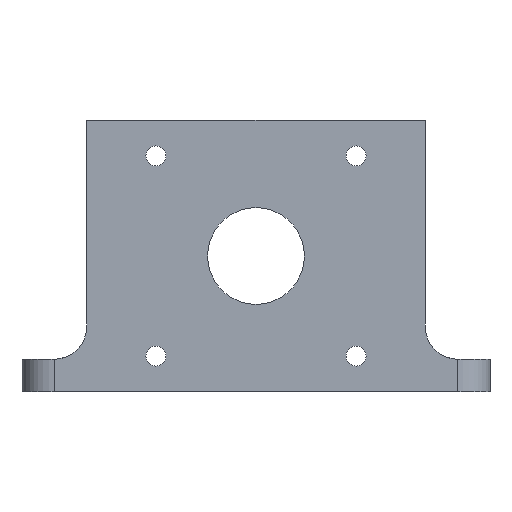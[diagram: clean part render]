
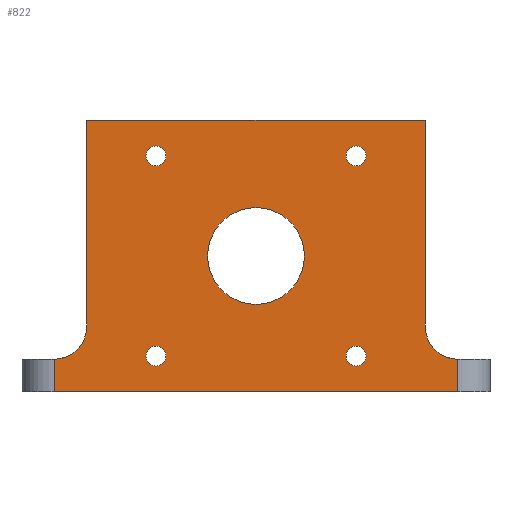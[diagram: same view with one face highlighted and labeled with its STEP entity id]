
A CAD part, left-side view. The second image highlights one B-rep face of the part: STEP entity #822.
In plain terms, the highlighted planar face has unit normal (-1, 0, 0).
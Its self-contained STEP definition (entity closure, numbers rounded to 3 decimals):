
#178=CARTESIAN_POINT('',(-1.0,26.25,10.0));
#179=VERTEX_POINT('',#178);
#186=CARTESIAN_POINT('',(-1.0,26.25,42.0));
#187=VERTEX_POINT('',#186);
#188=CARTESIAN_POINT('',(-1.0,26.25,42.0));
#189=DIRECTION('',(0.0,0.0,-1.0));
#190=VECTOR('',#189,32.0);
#191=LINE('',#188,#190);
#192=EDGE_CURVE('',#187,#179,#191,.T.);
#668=CARTESIAN_POINT('',(-1.,-31.25,5.));
#669=VERTEX_POINT('',#668);
#693=CARTESIAN_POINT('',(-1.,-31.25,0.0));
#694=VERTEX_POINT('',#693);
#695=CARTESIAN_POINT('',(-1.,-31.25,5.));
#696=DIRECTION('',(0.0,0.0,-1.0));
#697=VECTOR('',#696,5.);
#698=LINE('',#695,#697);
#699=EDGE_CURVE('',#669,#694,#698,.T.);
#712=CARTESIAN_POINT('',(-1.,0.,17.769));
#713=DIRECTION('',(-1.0,0.0,0.0));
#714=DIRECTION('',(0.0,0.0,1.0));
#715=AXIS2_PLACEMENT_3D('',#712,#713,#714);
#716=PLANE('',#715);
#717=ORIENTED_EDGE('',*,*,#699,.F.);
#718=CARTESIAN_POINT('',(-1.,-26.25,10.));
#719=VERTEX_POINT('',#718);
#720=CARTESIAN_POINT('',(-1.,-31.25,10.));
#721=DIRECTION('',(-1.0,0.0,0.0));
#722=DIRECTION('',(0.0,0.707,-0.707));
#723=AXIS2_PLACEMENT_3D('',#720,#721,#722);
#724=CIRCLE('',#723,5.);
#725=EDGE_CURVE('',#719,#669,#724,.T.);
#726=ORIENTED_EDGE('',*,*,#725,.F.);
#727=CARTESIAN_POINT('',(-1.,-26.25,42.0));
#728=VERTEX_POINT('',#727);
#729=CARTESIAN_POINT('',(-1.,-26.25,10.));
#730=DIRECTION('',(0.0,0.0,1.0));
#731=VECTOR('',#730,32.0);
#732=LINE('',#729,#731);
#733=EDGE_CURVE('',#719,#728,#732,.T.);
#734=ORIENTED_EDGE('',*,*,#733,.T.);
#735=CARTESIAN_POINT('',(-1.,-26.25,42.0));
#736=DIRECTION('',(0.0,1.0,0.0));
#737=VECTOR('',#736,52.5);
#738=LINE('',#735,#737);
#739=EDGE_CURVE('',#728,#187,#738,.T.);
#740=ORIENTED_EDGE('',*,*,#739,.T.);
#741=ORIENTED_EDGE('',*,*,#192,.T.);
#742=CARTESIAN_POINT('',(-1.,31.25,5.0));
#743=VERTEX_POINT('',#742);
#744=CARTESIAN_POINT('',(-1.,31.25,10.));
#745=DIRECTION('',(-1.0,0.0,0.0));
#746=DIRECTION('',(0.0,-0.707,-0.707));
#747=AXIS2_PLACEMENT_3D('',#744,#745,#746);
#748=CIRCLE('',#747,5.);
#749=EDGE_CURVE('',#743,#179,#748,.T.);
#750=ORIENTED_EDGE('',*,*,#749,.F.);
#751=CARTESIAN_POINT('',(-1.,31.25,0.0));
#752=VERTEX_POINT('',#751);
#753=CARTESIAN_POINT('',(-1.,31.25,0.0));
#754=DIRECTION('',(0.0,0.0,1.0));
#755=VECTOR('',#754,5.0);
#756=LINE('',#753,#755);
#757=EDGE_CURVE('',#752,#743,#756,.T.);
#758=ORIENTED_EDGE('',*,*,#757,.F.);
#759=CARTESIAN_POINT('',(-1.,31.25,0.0));
#760=DIRECTION('',(0.0,-1.0,0.0));
#761=VECTOR('',#760,62.5);
#762=LINE('',#759,#761);
#763=EDGE_CURVE('',#752,#694,#762,.T.);
#764=ORIENTED_EDGE('',*,*,#763,.T.);
#765=EDGE_LOOP('',(#717,#726,#734,#740,#741,#750,#758,#764));
#766=FACE_OUTER_BOUND('',#765,.T.);
#767=CARTESIAN_POINT('',(-1.,15.5,38.05));
#768=VERTEX_POINT('',#767);
#769=CARTESIAN_POINT('',(-1.,15.5,36.5));
#770=DIRECTION('',(1.0,0.0,0.0));
#771=DIRECTION('',(0.0,0.0,-1.0));
#772=AXIS2_PLACEMENT_3D('',#769,#770,#771);
#773=CIRCLE('',#772,1.55);
#774=EDGE_CURVE('',#768,#768,#773,.T.);
#775=ORIENTED_EDGE('',*,*,#774,.T.);
#776=EDGE_LOOP('',(#775));
#777=FACE_BOUND('',#776,.T.);
#778=CARTESIAN_POINT('',(-1.,-15.5,38.05));
#779=VERTEX_POINT('',#778);
#780=CARTESIAN_POINT('',(-1.,-15.5,36.5));
#781=DIRECTION('',(1.0,0.0,0.0));
#782=DIRECTION('',(0.0,0.0,-1.0));
#783=AXIS2_PLACEMENT_3D('',#780,#781,#782);
#784=CIRCLE('',#783,1.55);
#785=EDGE_CURVE('',#779,#779,#784,.T.);
#786=ORIENTED_EDGE('',*,*,#785,.T.);
#787=EDGE_LOOP('',(#786));
#788=FACE_BOUND('',#787,.T.);
#789=CARTESIAN_POINT('',(-1.,-15.5,7.05));
#790=VERTEX_POINT('',#789);
#791=CARTESIAN_POINT('',(-1.,-15.5,5.5));
#792=DIRECTION('',(1.0,0.0,0.0));
#793=DIRECTION('',(0.0,0.0,-1.0));
#794=AXIS2_PLACEMENT_3D('',#791,#792,#793);
#795=CIRCLE('',#794,1.55);
#796=EDGE_CURVE('',#790,#790,#795,.T.);
#797=ORIENTED_EDGE('',*,*,#796,.T.);
#798=EDGE_LOOP('',(#797));
#799=FACE_BOUND('',#798,.T.);
#800=CARTESIAN_POINT('',(-1.,15.5,7.05));
#801=VERTEX_POINT('',#800);
#802=CARTESIAN_POINT('',(-1.,15.5,5.5));
#803=DIRECTION('',(1.0,0.0,0.0));
#804=DIRECTION('',(0.0,0.0,-1.0));
#805=AXIS2_PLACEMENT_3D('',#802,#803,#804);
#806=CIRCLE('',#805,1.55);
#807=EDGE_CURVE('',#801,#801,#806,.T.);
#808=ORIENTED_EDGE('',*,*,#807,.T.);
#809=EDGE_LOOP('',(#808));
#810=FACE_BOUND('',#809,.T.);
#811=CARTESIAN_POINT('',(-1.,0.,28.5));
#812=VERTEX_POINT('',#811);
#813=CARTESIAN_POINT('',(-1.,0.,21.));
#814=DIRECTION('',(1.0,0.0,0.0));
#815=DIRECTION('',(0.0,0.0,-1.0));
#816=AXIS2_PLACEMENT_3D('',#813,#814,#815);
#817=CIRCLE('',#816,7.5);
#818=EDGE_CURVE('',#812,#812,#817,.T.);
#819=ORIENTED_EDGE('',*,*,#818,.T.);
#820=EDGE_LOOP('',(#819));
#821=FACE_BOUND('',#820,.T.);
#822=ADVANCED_FACE('',(#766,#777,#788,#799,#810,#821),#716,.T.);
